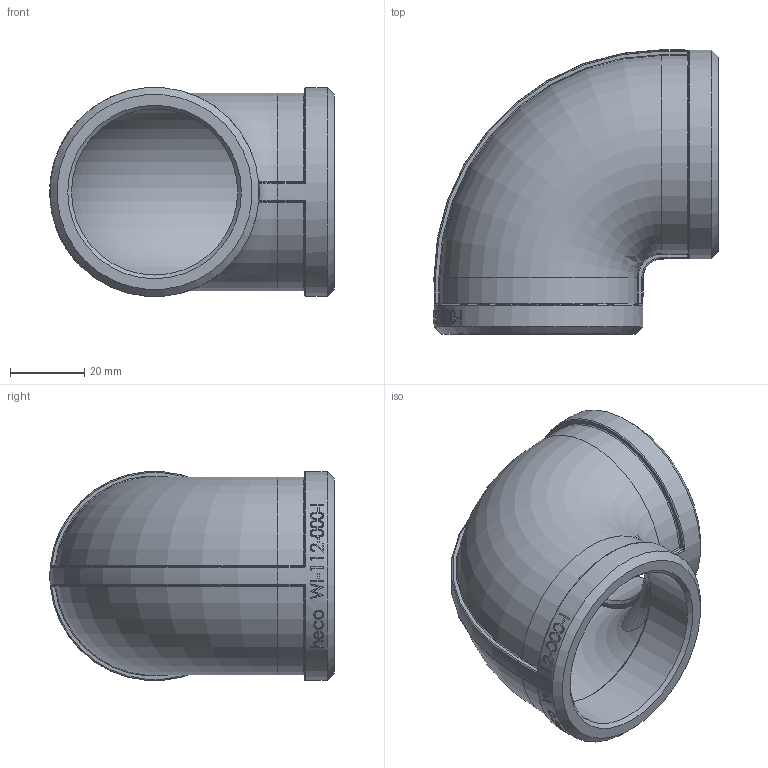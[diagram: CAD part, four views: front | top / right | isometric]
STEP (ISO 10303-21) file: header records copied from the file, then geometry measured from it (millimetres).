
FILE_DESCRIPTION (( 'STEP AP214' ), '1' );
FILE_NAME ('heco_WI-112-000-I.STEP', '2016-07-11T08:51:20', ( '' ), ( '' ), 'SwSTEP 2.0', 'SolidWorks 2011', '' );
FILE_SCHEMA (( 'AUTOMOTIVE_DESIGN' ));
Length unit declared in the file: millimetre
Products named in the file (1): heco_WI-112-000-I
Bounding box: 76.8 x 76.74 x 56.29 mm (x, y, z)
Volume: 45174.6 mm3; surface area: 28819.7 mm2
Topology: 1 solids, 1 shells, 249 faces, 615 edges, 386 vertices
Faces by surface type: bspline 97, plane 63, cylinder 54, torus 21, sphere 8, cone 6
Full cylindrical faces by diameter (mm): 44.845 x2, 56.5 x2
Entity records: 22046 total; most frequent: CARTESIAN_POINT 15387, ORIENTED_EDGE 1188, DIRECTION 742, EDGE_CURVE 594, VERTEX_POINT 380, B_SPLINE_CURVE_WITH_KNOTS 312, AXIS2_PLACEMENT_3D 307, EDGE_LOOP 284
